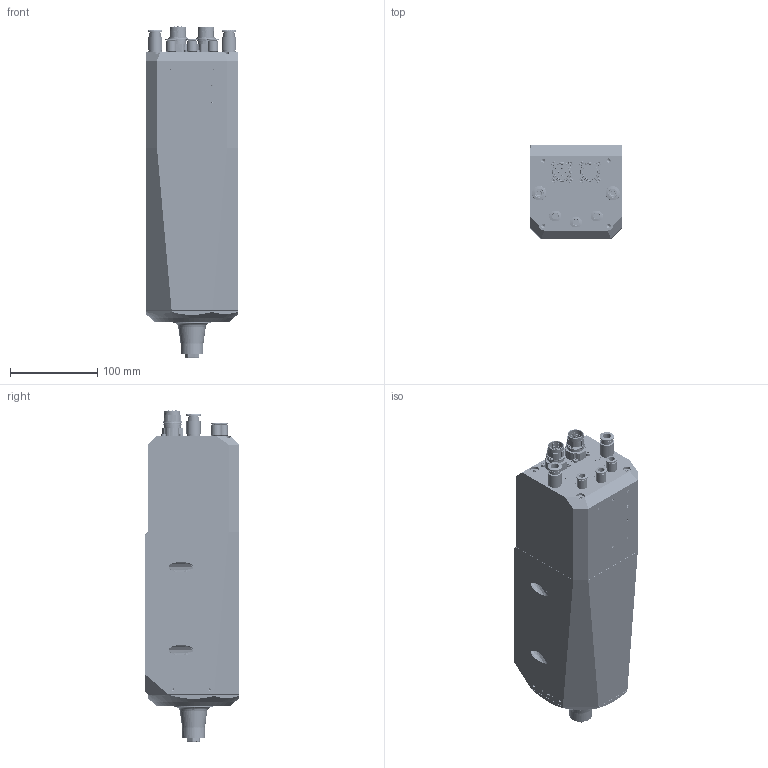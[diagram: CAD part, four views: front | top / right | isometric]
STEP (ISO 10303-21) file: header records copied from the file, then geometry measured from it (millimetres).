
FILE_DESCRIPTION(('FreeCAD Model'),'2;1');
FILE_NAME('Open CASCADE Shape Model','2025-04-27T10:16:30',('FreeCAD'),( 'FreeCAD'),'Open CASCADE STEP processor 7.6','FreeCAD','Unknown');
FILE_SCHEMA(('AUTOMOTIVE_DESIGN { 1 0 10303 214 1 1 1 1 }'));
Products named in the file (1): Open CASCADE STEP translator 7.6 1
Bounding box: 104.7 x 108.27 x 380.67 mm (x, y, z)
Volume: 3252840.9 mm3; surface area: 514212.5 mm2
Topology: 81 solids, 81 shells, 6391 faces, 16359 edges, 10525 vertices
Faces by surface type: bspline 6391
Entity records: 260938 total; most frequent: CARTESIAN_POINT 164652, ORIENTED_EDGE 32294, EDGE_CURVE 16147, B_SPLINE_CURVE_WITH_KNOTS 12450, VERTEX_POINT 10525, FACE_BOUND 7240, EDGE_LOOP 7240, ADVANCED_FACE 6391
